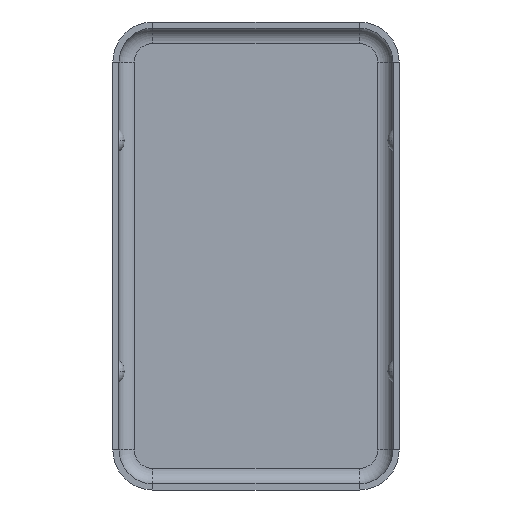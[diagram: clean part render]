
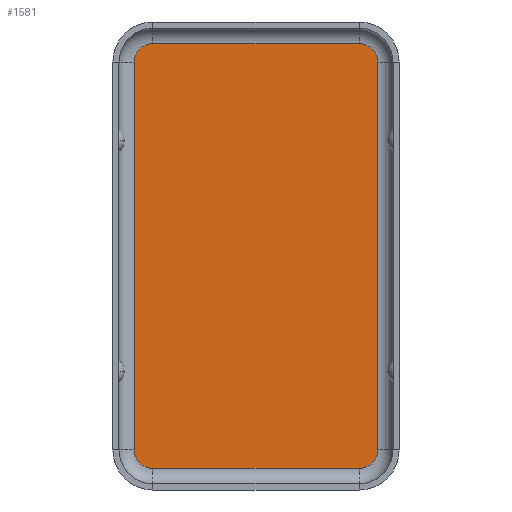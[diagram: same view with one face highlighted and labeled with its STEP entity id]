
A CAD part, front view. The second image highlights one B-rep face of the part: STEP entity #1581.
In plain terms, the highlighted planar face has unit normal (0, -1, 0).
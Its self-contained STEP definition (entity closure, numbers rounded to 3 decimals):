
#17 = VERTEX_POINT ( 'NONE', #679 ) ;
#40 = LINE ( 'NONE', #584, #876 ) ;
#61 = EDGE_CURVE ( 'NONE', #17, #549, #1278, .T. ) ;
#107 = DIRECTION ( 'NONE',  ( -1., 0., 0. ) ) ;
#117 = CARTESIAN_POINT ( 'NONE',  ( 3.35, 0., -6.3 ) ) ;
#125 = AXIS2_PLACEMENT_3D ( 'NONE', #718, #1339, #461 ) ;
#175 = AXIS2_PLACEMENT_3D ( 'NONE', #991, #486, #368 ) ;
#201 = ORIENTED_EDGE ( 'NONE', *, *, #236, .T. ) ;
#209 = CARTESIAN_POINT ( 'NONE',  ( -3.95, 0., 6.3 ) ) ;
#213 = EDGE_CURVE ( 'NONE', #1499, #634, #1466, .T. ) ;
#231 = VERTEX_POINT ( 'NONE', #373 ) ;
#236 = EDGE_CURVE ( 'NONE', #231, #634, #1448, .T. ) ;
#294 = EDGE_CURVE ( 'NONE', #1277, #382, #1348, .T. ) ;
#319 = CARTESIAN_POINT ( 'NONE',  ( 3.95, 0., 6.3 ) ) ;
#322 = DIRECTION ( 'NONE',  ( 0., 1., 0. ) ) ;
#364 = PLANE ( 'NONE',  #576 ) ;
#366 = VECTOR ( 'NONE', #1418, 1000. ) ;
#368 = DIRECTION ( 'NONE',  ( 0., 0., -1. ) ) ;
#373 = CARTESIAN_POINT ( 'NONE',  ( -3.95, 0., -6.3 ) ) ;
#382 = VERTEX_POINT ( 'NONE', #1088 ) ;
#444 = CARTESIAN_POINT ( 'NONE',  ( -3.35, 0., 6.9 ) ) ;
#461 = DIRECTION ( 'NONE',  ( 0., 0., -1. ) ) ;
#482 = DIRECTION ( 'NONE',  ( 0., -1., 0. ) ) ;
#486 = DIRECTION ( 'NONE',  ( 0., 1., 0. ) ) ;
#527 = CIRCLE ( 'NONE', #125, 0.6 ) ;
#549 = VERTEX_POINT ( 'NONE', #444 ) ;
#575 = EDGE_CURVE ( 'NONE', #382, #1499, #1504, .T. ) ;
#576 = AXIS2_PLACEMENT_3D ( 'NONE', #117, #482, #1380 ) ;
#584 = CARTESIAN_POINT ( 'NONE',  ( -3.95, 0., 0. ) ) ;
#626 = CIRCLE ( 'NONE', #175, 0.6 ) ;
#629 = DIRECTION ( 'NONE',  ( -1., 0., 0. ) ) ;
#634 = VERTEX_POINT ( 'NONE', #951 ) ;
#679 = CARTESIAN_POINT ( 'NONE',  ( 3.35, 0., 6.9 ) ) ;
#718 = CARTESIAN_POINT ( 'NONE',  ( 3.35, 0., 6.3 ) ) ;
#773 = CARTESIAN_POINT ( 'NONE',  ( 3.95, 0., 0. ) ) ;
#804 = DIRECTION ( 'NONE',  ( 0., 0., 1. ) ) ;
#825 = FACE_OUTER_BOUND ( 'NONE', #850, .T. ) ;
#850 = EDGE_LOOP ( 'NONE', ( #1171, #928, #1592, #1568, #888, #1279, #1254, #201 ) ) ;
#865 = CARTESIAN_POINT ( 'NONE',  ( 3.35, 0., -6.9 ) ) ;
#876 = VECTOR ( 'NONE', #1599, 1000. ) ;
#888 = ORIENTED_EDGE ( 'NONE', *, *, #61, .T. ) ;
#892 = DIRECTION ( 'NONE',  ( 0., -1., 0. ) ) ;
#909 = DIRECTION ( 'NONE',  ( 0., 0., 1. ) ) ;
#928 = ORIENTED_EDGE ( 'NONE', *, *, #575, .F. ) ;
#951 = CARTESIAN_POINT ( 'NONE',  ( -3.35, 0., -6.9 ) ) ;
#991 = CARTESIAN_POINT ( 'NONE',  ( -3.35, 0., 6.3 ) ) ;
#1009 = EDGE_CURVE ( 'NONE', #1277, #17, #527, .T. ) ;
#1027 = AXIS2_PLACEMENT_3D ( 'NONE', #1523, #892, #909 ) ;
#1062 = VECTOR ( 'NONE', #107, 1000. ) ;
#1080 = VECTOR ( 'NONE', #629, 1000. ) ;
#1088 = CARTESIAN_POINT ( 'NONE',  ( 3.95, 0., -6.3 ) ) ;
#1129 = EDGE_CURVE ( 'NONE', #1367, #549, #626, .T. ) ;
#1171 = ORIENTED_EDGE ( 'NONE', *, *, #213, .F. ) ;
#1247 = CARTESIAN_POINT ( 'NONE',  ( 3.35, 0., -6.9 ) ) ;
#1254 = ORIENTED_EDGE ( 'NONE', *, *, #1354, .T. ) ;
#1277 = VERTEX_POINT ( 'NONE', #319 ) ;
#1278 = LINE ( 'NONE', #1486, #1062 ) ;
#1279 = ORIENTED_EDGE ( 'NONE', *, *, #1129, .F. ) ;
#1339 = DIRECTION ( 'NONE',  ( 0., -1., 0. ) ) ;
#1348 = LINE ( 'NONE', #773, #366 ) ;
#1354 = EDGE_CURVE ( 'NONE', #1367, #231, #40, .T. ) ;
#1367 = VERTEX_POINT ( 'NONE', #209 ) ;
#1380 = DIRECTION ( 'NONE',  ( 0., 0., -1. ) ) ;
#1400 = AXIS2_PLACEMENT_3D ( 'NONE', #1577, #322, #804 ) ;
#1418 = DIRECTION ( 'NONE',  ( 0., 0., -1. ) ) ;
#1448 = CIRCLE ( 'NONE', #1027, 0.6 ) ;
#1466 = LINE ( 'NONE', #865, #1080 ) ;
#1486 = CARTESIAN_POINT ( 'NONE',  ( 3.35, 0., 6.9 ) ) ;
#1499 = VERTEX_POINT ( 'NONE', #1247 ) ;
#1504 = CIRCLE ( 'NONE', #1400, 0.6 ) ;
#1523 = CARTESIAN_POINT ( 'NONE',  ( -3.35, 0., -6.3 ) ) ;
#1568 = ORIENTED_EDGE ( 'NONE', *, *, #1009, .T. ) ;
#1577 = CARTESIAN_POINT ( 'NONE',  ( 3.35, 0., -6.3 ) ) ;
#1581 = ADVANCED_FACE ( 'NONE', ( #825 ), #364, .T. ) ;
#1592 = ORIENTED_EDGE ( 'NONE', *, *, #294, .F. ) ;
#1599 = DIRECTION ( 'NONE',  ( 0., 0., -1. ) ) ;
